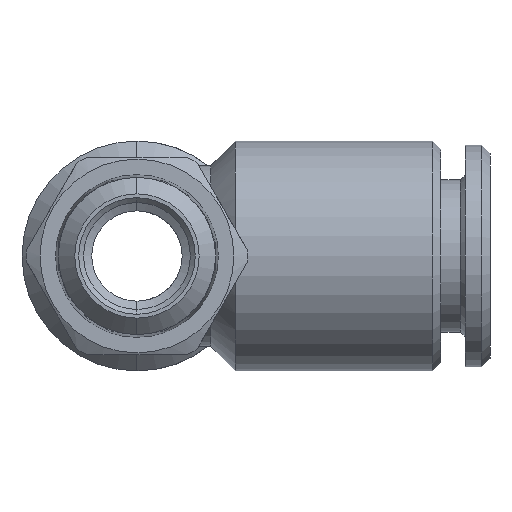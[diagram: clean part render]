
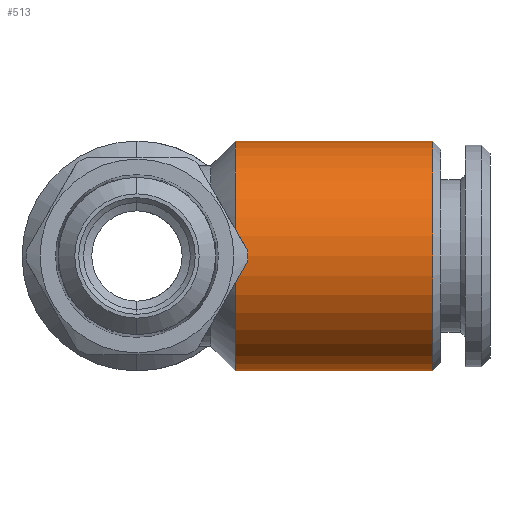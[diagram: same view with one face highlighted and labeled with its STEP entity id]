
A CAD part, front view. The second image highlights one B-rep face of the part: STEP entity #513.
In plain terms, the highlighted cylindrical face has radius 7 mm (diameter 14 mm), a partial arc.
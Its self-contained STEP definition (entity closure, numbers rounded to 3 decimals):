
#21 = VERTEX_POINT ( 'NONE', #1121 ) ;
#67 = VERTEX_POINT ( 'NONE', #1073 ) ;
#133 = EDGE_CURVE ( 'NONE', #21, #230, #1345, .T. ) ;
#143 = EDGE_CURVE ( 'NONE', #235, #67, #1326, .T. ) ;
#144 = EDGE_CURVE ( 'NONE', #67, #230, #1373, .T. ) ;
#230 = VERTEX_POINT ( 'NONE', #1502 ) ;
#235 = VERTEX_POINT ( 'NONE', #1497 ) ;
#513 = ADVANCED_FACE ( 'NONE', ( #1968 ), #1964, .T. ) ;
#514 = EDGE_LOOP ( 'NONE', ( #622, #623, #625, #626 ) ) ;
#622 = ORIENTED_EDGE ( 'NONE', *, *, #143, .F. ) ;
#623 = ORIENTED_EDGE ( 'NONE', *, *, #624, .T. ) ;
#624 = EDGE_CURVE ( 'NONE', #235, #21, #2157, .T. ) ;
#625 = ORIENTED_EDGE ( 'NONE', *, *, #133, .T. ) ;
#626 = ORIENTED_EDGE ( 'NONE', *, *, #144, .F. ) ;
#1073 = CARTESIAN_POINT ( 'NONE',  ( 6., 0., -7. ) ) ;
#1121 = CARTESIAN_POINT ( 'NONE',  ( 18., 0., 7. ) ) ;
#1326 = LINE ( 'NONE', #1376, #1375 ) ;
#1342 = DIRECTION ( 'NONE',  ( -1., 0., 0. ) ) ;
#1343 = VECTOR ( 'NONE', #1342, 1000. ) ;
#1344 = CARTESIAN_POINT ( 'NONE',  ( -3.45, 0., 7. ) ) ;
#1345 = LINE ( 'NONE', #1344, #1343 ) ;
#1369 = DIRECTION ( 'NONE',  ( 0., 0., 1. ) ) ;
#1370 = DIRECTION ( 'NONE',  ( -1., 0., 0. ) ) ;
#1371 = CARTESIAN_POINT ( 'NONE',  ( 6., 0., 0. ) ) ;
#1372 = AXIS2_PLACEMENT_3D ( 'NONE', #1371, #1370, #1369 ) ;
#1373 = CIRCLE ( 'NONE', #1372, 7. ) ;
#1374 = DIRECTION ( 'NONE',  ( -1., 0., 0. ) ) ;
#1375 = VECTOR ( 'NONE', #1374, 1000. ) ;
#1376 = CARTESIAN_POINT ( 'NONE',  ( -3.45, 0., -7. ) ) ;
#1497 = CARTESIAN_POINT ( 'NONE',  ( 18., 0., -7. ) ) ;
#1502 = CARTESIAN_POINT ( 'NONE',  ( 6., 0., 7. ) ) ;
#1960 = DIRECTION ( 'NONE',  ( 0., 0., 1. ) ) ;
#1961 = DIRECTION ( 'NONE',  ( -1., 0., 0. ) ) ;
#1962 = AXIS2_PLACEMENT_3D ( 'NONE', #1963, #1961, #1960 ) ;
#1963 = CARTESIAN_POINT ( 'NONE',  ( -3.45, 0., 0. ) ) ;
#1964 = CYLINDRICAL_SURFACE ( 'NONE', #1962, 7. ) ;
#1968 = FACE_OUTER_BOUND ( 'NONE', #514, .T. ) ;
#2153 = DIRECTION ( 'NONE',  ( 0., 0., 1. ) ) ;
#2154 = DIRECTION ( 'NONE',  ( -1., 0., 0. ) ) ;
#2155 = CARTESIAN_POINT ( 'NONE',  ( 18., 0., 0. ) ) ;
#2156 = AXIS2_PLACEMENT_3D ( 'NONE', #2155, #2154, #2153 ) ;
#2157 = CIRCLE ( 'NONE', #2156, 7. ) ;
